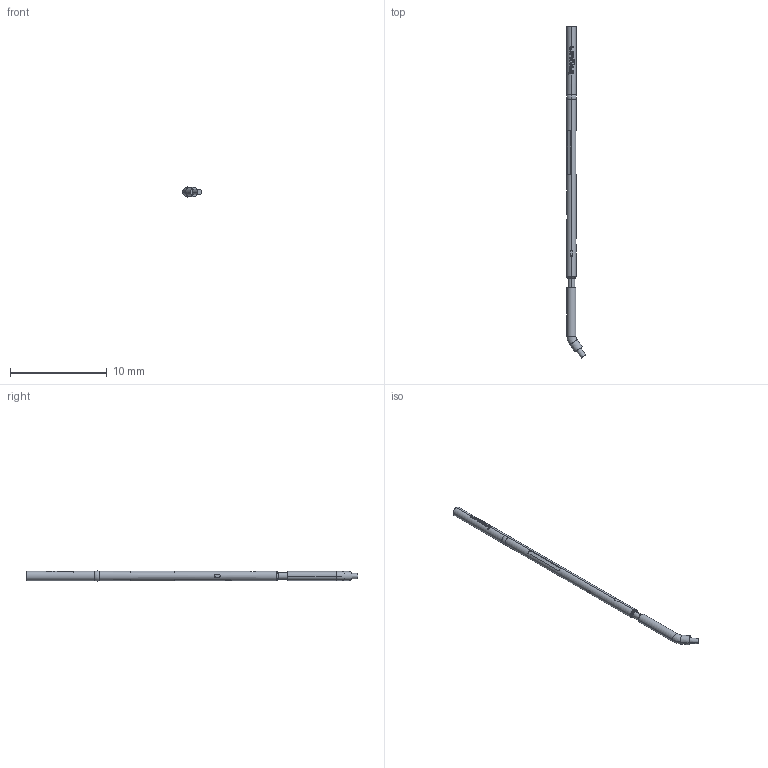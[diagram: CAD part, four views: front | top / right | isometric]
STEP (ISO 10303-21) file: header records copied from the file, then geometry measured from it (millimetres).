
FILE_DESCRIPTION (( 'STEP AP203' ), '1' );
FILE_NAME ('INGUN_KS-550_E08_V-30.STEP', '2022-02-09T05:29:31', ( 'ochi' ), ( '' ), 'SwSTEP 2.0', 'SolidWorks 2018', '' );
FILE_SCHEMA (( 'CONFIG_CONTROL_DESIGN' ));
Length unit declared in the file: millimetre
Products named in the file (1): INGUN_KS-550_E08_V-30
Bounding box: 1.97 x 34.36 x 1.04 mm (x, y, z)
Volume: 24 mm3; surface area: 103.8 mm2
Topology: 1 solids, 1 shells, 126 faces, 334 edges, 218 vertices
Faces by surface type: plane 57, cylinder 39, bspline 22, torus 8
Entity records: 4313 total; most frequent: CARTESIAN_POINT 1255, ORIENTED_EDGE 668, DIRECTION 562, EDGE_CURVE 334, AXIS2_PLACEMENT_3D 221, VERTEX_POINT 218, EDGE_LOOP 134, ADVANCED_FACE 126
